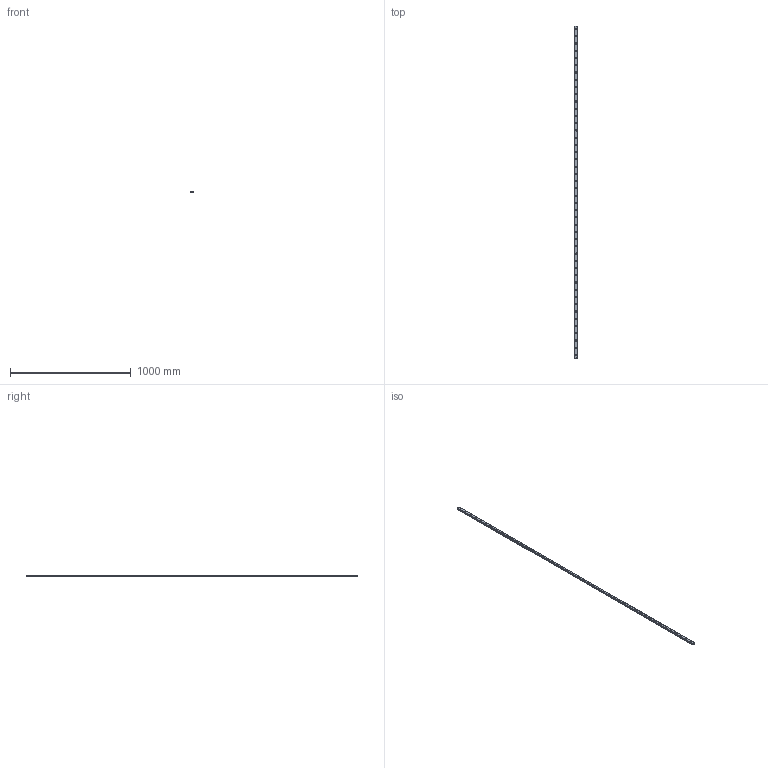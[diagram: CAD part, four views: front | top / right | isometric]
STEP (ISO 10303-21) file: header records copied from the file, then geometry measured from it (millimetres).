
FILE_DESCRIPTION(('STEP AP214'),'1');
FILE_NAME('cctmp_754A6F4B-C2A3-486A-8A98-6E79085AC9FF_2021_02_04_10_24_15_0695..stp','2021-02-04T09:24:15',('HIWIN GmbH'),('CADClick - www.CADClick.com'),'Spatial InterOp 3D',' ','unknown authorization');
FILE_SCHEMA(('AUTOMOTIVE_DESIGN'));
Length unit declared in the file: millimetre
Products named in the file (1): EGR20R2750C_FILE
Bounding box: 20 x 2750 x 15.5 mm (x, y, z)
Volume: 737849.3 mm3; surface area: 220004.8 mm2
Topology: 1 solids, 1 shells, 655 faces, 1487 edges, 930 vertices
Faces by surface type: plane 361, cylinder 294
Entity records: 23745 total; most frequent: DIRECTION 3571, CARTESIAN_POINT 3073, ORIENTED_EDGE 2974, EDGE_CURVE 1487, AXIS2_PLACEMENT_3D 1428, VERTEX_POINT 930, EDGE_LOOP 751, LINE 715
